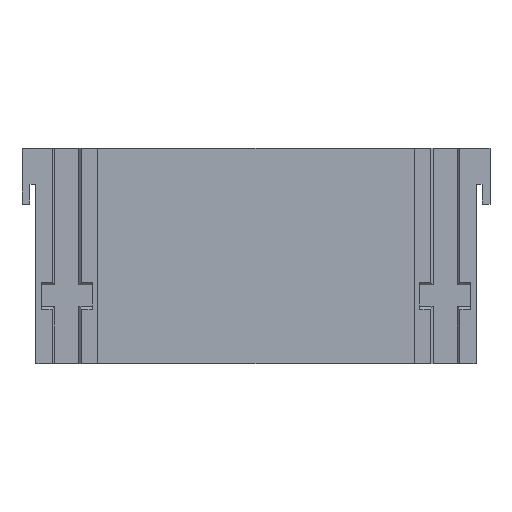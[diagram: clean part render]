
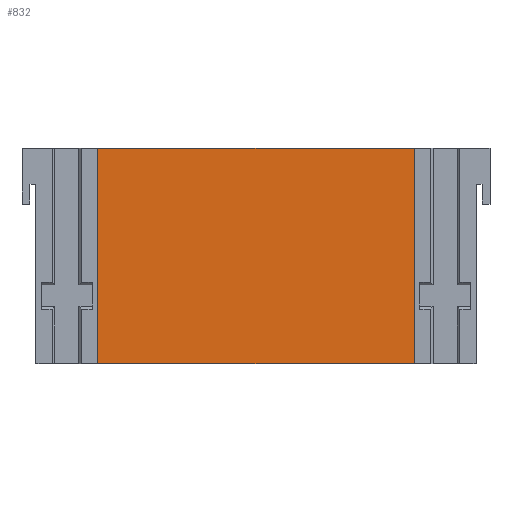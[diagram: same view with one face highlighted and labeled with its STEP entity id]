
A CAD part, top view. The second image highlights one B-rep face of the part: STEP entity #832.
In plain terms, the highlighted planar face has unit normal (0, 0, 1).
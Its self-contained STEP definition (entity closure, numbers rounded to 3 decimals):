
#111 = VERTEX_POINT('',#112);
#112 = CARTESIAN_POINT('',(7.75,37.,1.7));
#118 = EDGE_CURVE('',#111,#119,#121,.T.);
#119 = VERTEX_POINT('',#120);
#120 = CARTESIAN_POINT('',(87.25,37.,1.7));
#121 = LINE('',#122,#123);
#122 = CARTESIAN_POINT('',(7.75,37.,1.7));
#123 = VECTOR('',#124,1.);
#124 = DIRECTION('',(1.,0.,0.));
#790 = VERTEX_POINT('',#791);
#791 = CARTESIAN_POINT('',(7.75,-17.,1.7));
#797 = EDGE_CURVE('',#111,#790,#798,.T.);
#798 = LINE('',#799,#800);
#799 = CARTESIAN_POINT('',(7.75,37.,1.7));
#800 = VECTOR('',#801,1.);
#801 = DIRECTION('',(0.,-1.,0.));
#832 = ADVANCED_FACE('',(#833),#851,.T.);
#833 = FACE_BOUND('',#834,.T.);
#834 = EDGE_LOOP('',(#835,#836,#844,#850));
#835 = ORIENTED_EDGE('',*,*,#797,.T.);
#836 = ORIENTED_EDGE('',*,*,#837,.T.);
#837 = EDGE_CURVE('',#790,#838,#840,.T.);
#838 = VERTEX_POINT('',#839);
#839 = CARTESIAN_POINT('',(87.25,-17.,1.7));
#840 = LINE('',#841,#842);
#841 = CARTESIAN_POINT('',(7.75,-17.,1.7));
#842 = VECTOR('',#843,1.);
#843 = DIRECTION('',(1.,0.,0.));
#844 = ORIENTED_EDGE('',*,*,#845,.F.);
#845 = EDGE_CURVE('',#119,#838,#846,.T.);
#846 = LINE('',#847,#848);
#847 = CARTESIAN_POINT('',(87.25,37.,1.7));
#848 = VECTOR('',#849,1.);
#849 = DIRECTION('',(0.,-1.,0.));
#850 = ORIENTED_EDGE('',*,*,#118,.F.);
#851 = PLANE('',#852);
#852 = AXIS2_PLACEMENT_3D('',#853,#854,#855);
#853 = CARTESIAN_POINT('',(7.75,37.,1.7));
#854 = DIRECTION('',(0.,0.,1.));
#855 = DIRECTION('',(1.,0.,0.));
